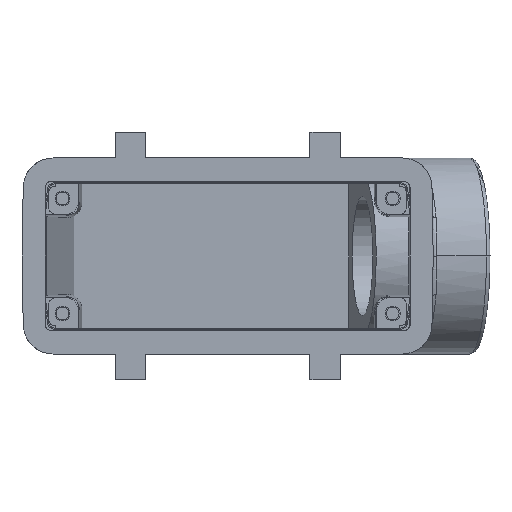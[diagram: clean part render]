
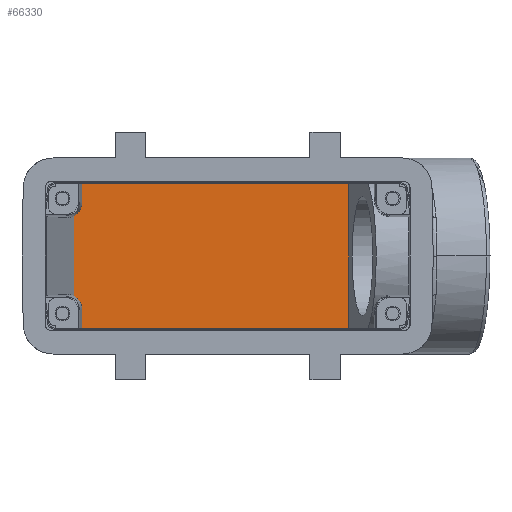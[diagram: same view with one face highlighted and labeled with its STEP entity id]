
A CAD part, front view. The second image highlights one B-rep face of the part: STEP entity #66330.
In plain terms, the highlighted planar face has unit normal (0, -1, 0).
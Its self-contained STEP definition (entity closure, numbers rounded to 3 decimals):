
#10560=CARTESIAN_POINT('',(18.217,94.1,-12.463))
;
#10570=VERTEX_POINT('',#10560);
#10620=CARTESIAN_POINT('',(21.717,94.1,-12.463)
);
#10630=DIRECTION('',(0.,-1.,0.));
#10640=DIRECTION('',(0.707,0.,
-0.707));
#10650=AXIS2_PLACEMENT_3D('',#10620,#10630,#10640);
#10660=ELLIPSE('',#10650,3.5,3.5);
#10670=CARTESIAN_POINT('',(20.056,94.1,-9.382)
);
#10680=VERTEX_POINT('',#10670);
#10690=EDGE_CURVE('',#10680,#10570,#10660,.T.);
#42390=CARTESIAN_POINT('',(18.217,94.1,-16.963)
);
#42400=VERTEX_POINT('',#42390);
#42430=CARTESIAN_POINT('',(18.217,94.1,0.));
#42440=DIRECTION('',(0.,0.,-1.));
#42450=VECTOR('',#42440,1.);
#42460=LINE('',#42430,#42450);
#42470=EDGE_CURVE('',#10570,#42400,#42460,.T.);
#65770=CARTESIAN_POINT('',(46.556,94.1,0.));
#65780=DIRECTION('',(0.,-1.,0.));
#65790=DIRECTION('',(1.,0.,0.));
#65800=AXIS2_PLACEMENT_3D('',#65770,#65780,#65790);
#65810=PLANE('',#65800);
#65820=CARTESIAN_POINT('',(20.056,94.1,0.));
#65830=DIRECTION('',(0.,0.,1.));
#65840=VECTOR('',#65830,1.);
#65850=LINE('',#65820,#65840);
#65860=CARTESIAN_POINT('',(20.056,94.1,9.382))
;
#65870=VERTEX_POINT('',#65860);
#65880=EDGE_CURVE('',#10680,#65870,#65850,.T.);
#65890=ORIENTED_EDGE('',*,*,#65880,.T.);
#65900=ORIENTED_EDGE('',*,*,#10690,.F.);
#65910=ORIENTED_EDGE('',*,*,#42470,.F.);
#65920=CARTESIAN_POINT('',(45.603,94.1,-16.963)
);
#65930=DIRECTION('',(-1.,0.,0.));
#65940=VECTOR('',#65930,1.);
#65950=LINE('',#65920,#65940);
#65960=CARTESIAN_POINT('',(-44.457,94.1,-16.963
));
#65970=VERTEX_POINT('',#65960);
#65980=EDGE_CURVE('',#42400,#65970,#65950,.T.);
#65990=ORIENTED_EDGE('',*,*,#65980,.F.);
#66000=CARTESIAN_POINT('',(-44.457,94.1,0.));
#66010=DIRECTION('',(0.,0.,1.));
#66020=VECTOR('',#66010,1.);
#66030=LINE('',#66000,#66020);
#66040=CARTESIAN_POINT('',(-44.457,94.1,16.963)
);
#66050=VERTEX_POINT('',#66040);
#66060=EDGE_CURVE('',#65970,#66050,#66030,.T.);
#66070=ORIENTED_EDGE('',*,*,#66060,.F.);
#66080=CARTESIAN_POINT('',(45.603,94.1,16.963))
;
#66090=DIRECTION('',(-1.,0.,0.));
#66100=VECTOR('',#66090,1.);
#66110=LINE('',#66080,#66100);
#66120=CARTESIAN_POINT('',(18.217,94.1,16.963))
;
#66130=VERTEX_POINT('',#66120);
#66140=EDGE_CURVE('',#66130,#66050,#66110,.T.);
#66150=ORIENTED_EDGE('',*,*,#66140,.T.);
#66160=CARTESIAN_POINT('',(18.217,94.1,0.));
#66170=DIRECTION('',(0.,0.,1.));
#66180=VECTOR('',#66170,1.);
#66190=LINE('',#66160,#66180);
#66200=CARTESIAN_POINT('',(18.217,94.1,12.463))
;
#66210=VERTEX_POINT('',#66200);
#66220=EDGE_CURVE('',#66210,#66130,#66190,.T.);
#66230=ORIENTED_EDGE('',*,*,#66220,.T.);
#66240=CARTESIAN_POINT('',(21.717,94.1,12.463))
;
#66250=DIRECTION('',(0.,-1.,0.));
#66260=DIRECTION('',(0.707,0.,
0.707));
#66270=AXIS2_PLACEMENT_3D('',#66240,#66250,#66260);
#66280=ELLIPSE('',#66270,3.5,3.5);
#66290=EDGE_CURVE('',#66210,#65870,#66280,.T.);
#66300=ORIENTED_EDGE('',*,*,#66290,.F.);
#66310=EDGE_LOOP('',(#66300,#66230,#66150,#66070,#65990,#65910,#65900,
#65890));
#66320=FACE_OUTER_BOUND('',#66310,.T.);
#66330=ADVANCED_FACE('',(#66320),#65810,.T.);
